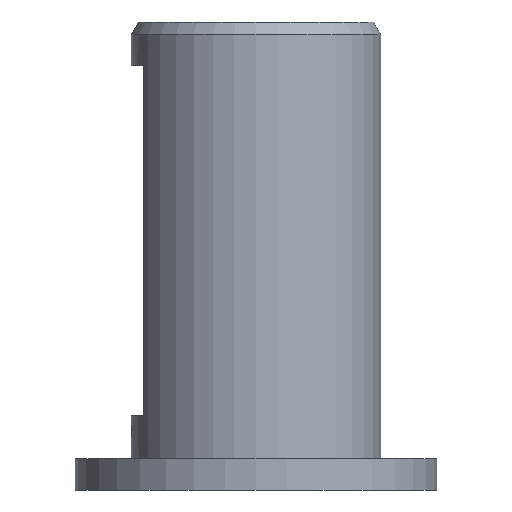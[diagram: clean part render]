
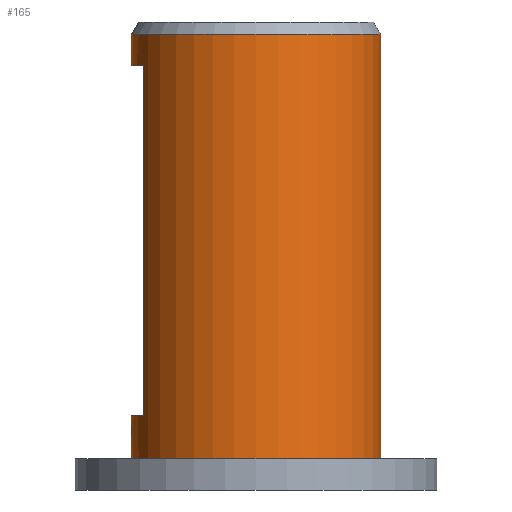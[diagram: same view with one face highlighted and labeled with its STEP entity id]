
A CAD part, left-side view. The second image highlights one B-rep face of the part: STEP entity #165.
In plain terms, the highlighted cylindrical face has radius 20 mm (diameter 40 mm), a partial arc.
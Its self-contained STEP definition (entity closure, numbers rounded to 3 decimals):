
#153=EDGE_CURVE('',#253,#229,#427,.T.);
#165=ADVANCED_FACE('',(#439),#440,.T.);
#169=EDGE_CURVE('',#389,#197,#445,.T.);
#197=VERTEX_POINT('',#477);
#209=EDGE_CURVE('',#229,#331,#491,.T.);
#213=VERTEX_POINT('',#496);
#217=EDGE_CURVE('',#341,#265,#500,.T.);
#225=VERTEX_POINT('',#509);
#229=VERTEX_POINT('',#513);
#235=VERTEX_POINT('',#519);
#249=EDGE_CURVE('',#331,#213,#535,.T.);
#253=VERTEX_POINT('',#539);
#261=EDGE_CURVE('',#197,#235,#547,.T.);
#265=VERTEX_POINT('',#552);
#269=EDGE_CURVE('',#409,#301,#557,.T.);
#271=EDGE_CURVE('',#225,#409,#559,.T.);
#301=VERTEX_POINT('',#591);
#317=EDGE_CURVE('',#301,#265,#610,.T.);
#327=EDGE_CURVE('',#341,#389,#622,.T.);
#331=VERTEX_POINT('',#626);
#341=VERTEX_POINT('',#638);
#369=EDGE_CURVE('',#213,#225,#666,.T.);
#389=VERTEX_POINT('',#688);
#401=EDGE_CURVE('',#235,#253,#702,.T.);
#409=VERTEX_POINT('',#711);
#427=LINE('',#720,#721);
#439=FACE_OUTER_BOUND('',#736,.T.);
#440=CYLINDRICAL_SURFACE('',#737,20.0);
#445=CIRCLE('',#743,20.0);
#477=CARTESIAN_POINT('',(0.0,20.0,-2.0));
#491=CIRCLE('',#824,20.0);
#496=CARTESIAN_POINT('',(0.,20.0,-63.625));
#500=CIRCLE('',#836,20.0);
#509=CARTESIAN_POINT('',(0.,20.0,-64.051));
#513=CARTESIAN_POINT('',(-8.718,18.0,-63.0));
#519=CARTESIAN_POINT('',(0.,20.0,-7.0));
#535=B_SPLINE_CURVE_WITH_KNOTS('',3,(#915,#916,#917,#918,#919,#920,#921,#922,#923,#924,#925,#926,#927,#928,#929,#930,#931,#932,#933,#934,#935,#936,#937,#938),.UNSPECIFIED.,.F.,.F.,(4,2,2,2,2,2,2,2,2,2,2,4),(6.692,7.138,7.584,8.03,8.476,8.922,9.368,9.814,10.26,10.706,11.152,11.598),.UNSPECIFIED.);
#539=CARTESIAN_POINT('',(-8.718,18.0,-7.0));
#547=LINE('',#954,#955);
#552=CARTESIAN_POINT('',(0.0,20.0,-70.0));
#557=B_SPLINE_CURVE_WITH_KNOTS('',3,(#966,#967,#968,#969,#970,#971,#972,#973,#974,#975,#976,#977,#978,#979,#980,#981),.UNSPECIFIED.,.F.,.F.,(4,2,2,2,2,2,2,4),(11.679,12.294,12.908,13.523,14.138,14.753,15.367,15.982),.UNSPECIFIED.);
#559=ELLIPSE('',#984,22.299,20.0);
#591=CARTESIAN_POINT('',(0.,20.0,-66.687));
#610=LINE('',#1062,#1063);
#622=LINE('',#1080,#1081);
#626=CARTESIAN_POINT('',(-1.326,19.956,-63.0));
#638=CARTESIAN_POINT('',(0.,-20.0,-70.0));
#666=LINE('',#1157,#1158);
#688=CARTESIAN_POINT('',(0.,-20.0,-2.0));
#702=CIRCLE('',#1213,20.0);
#711=CARTESIAN_POINT('',(-2.674,19.82,-65.369));
#720=CARTESIAN_POINT('',(-8.718,18.0,-35.0));
#721=VECTOR('',#1226,1.0);
#736=EDGE_LOOP('',(#1236,#1237,#1238,#1239,#1240,#1241,#1242,#1243,#1244,#1245,#1246,#1247));
#737=AXIS2_PLACEMENT_3D('',#1248,#1249,#1250);
#743=AXIS2_PLACEMENT_3D('',#1260,#1261,#1262);
#824=AXIS2_PLACEMENT_3D('',#1329,#1330,#1331);
#836=AXIS2_PLACEMENT_3D('',#1341,#1342,#1343);
#915=CARTESIAN_POINT('',(-2.026,19.897,-60.822));
#916=CARTESIAN_POINT('',(-2.056,19.894,-60.975));
#917=CARTESIAN_POINT('',(-2.07,19.893,-61.129));
#918=CARTESIAN_POINT('',(-2.07,19.893,-61.426));
#919=CARTESIAN_POINT('',(-2.056,19.894,-61.58));
#920=CARTESIAN_POINT('',(-1.996,19.9,-61.886));
#921=CARTESIAN_POINT('',(-1.95,19.905,-62.038));
#922=CARTESIAN_POINT('',(-1.83,19.916,-62.329));
#923=CARTESIAN_POINT('',(-1.754,19.923,-62.469));
#924=CARTESIAN_POINT('',(-1.581,19.938,-62.727));
#925=CARTESIAN_POINT('',(-1.482,19.945,-62.846));
#926=CARTESIAN_POINT('',(-1.272,19.96,-63.056));
#927=CARTESIAN_POINT('',(-1.153,19.967,-63.154));
#928=CARTESIAN_POINT('',(-0.895,19.98,-63.328));
#929=CARTESIAN_POINT('',(-0.755,19.986,-63.403));
#930=CARTESIAN_POINT('',(-0.464,19.995,-63.524));
#931=CARTESIAN_POINT('',(-0.312,19.998,-63.57));
#932=CARTESIAN_POINT('',(-0.006,20.001,-63.63));
#933=CARTESIAN_POINT('',(0.147,20.,-63.644));
#934=CARTESIAN_POINT('',(0.445,19.996,-63.644));
#935=CARTESIAN_POINT('',(0.599,19.992,-63.629));
#936=CARTESIAN_POINT('',(0.904,19.98,-63.569));
#937=CARTESIAN_POINT('',(1.056,19.973,-63.524));
#938=CARTESIAN_POINT('',(1.202,19.964,-63.463));
#954=CARTESIAN_POINT('',(0.,20.0,-36.0));
#955=VECTOR('',#1384,1.0);
#966=CARTESIAN_POINT('',(-2.76,19.809,-65.248));
#967=CARTESIAN_POINT('',(-2.64,19.825,-65.426));
#968=CARTESIAN_POINT('',(-2.504,19.843,-65.589));
#969=CARTESIAN_POINT('',(-2.216,19.877,-65.878));
#970=CARTESIAN_POINT('',(-2.053,19.895,-66.013));
#971=CARTESIAN_POINT('',(-1.697,19.929,-66.252));
#972=CARTESIAN_POINT('',(-1.505,19.944,-66.356));
#973=CARTESIAN_POINT('',(-1.104,19.971,-66.522));
#974=CARTESIAN_POINT('',(-0.895,19.981,-66.585));
#975=CARTESIAN_POINT('',(-0.473,19.996,-66.668));
#976=CARTESIAN_POINT('',(-0.262,19.999,-66.688));
#977=CARTESIAN_POINT('',(0.148,20.001,-66.688));
#978=CARTESIAN_POINT('',(0.36,19.998,-66.668));
#979=CARTESIAN_POINT('',(0.781,19.986,-66.585));
#980=CARTESIAN_POINT('',(0.99,19.976,-66.522));
#981=CARTESIAN_POINT('',(1.191,19.965,-66.439));
#984=AXIS2_PLACEMENT_3D('',#1406,#1407,#1408);
#1062=CARTESIAN_POINT('',(0.,20.0,-36.0));
#1063=VECTOR('',#1449,1.0);
#1080=CARTESIAN_POINT('',(0.,-20.0,-36.0));
#1081=VECTOR('',#1462,1.0);
#1157=CARTESIAN_POINT('',(0.,20.0,-36.0));
#1158=VECTOR('',#1506,1.0);
#1213=AXIS2_PLACEMENT_3D('',#1544,#1545,#1546);
#1226=DIRECTION('',(0.0,0.0,-1.0));
#1236=ORIENTED_EDGE('',*,*,#261,.T.);
#1237=ORIENTED_EDGE('',*,*,#401,.T.);
#1238=ORIENTED_EDGE('',*,*,#153,.T.);
#1239=ORIENTED_EDGE('',*,*,#209,.T.);
#1240=ORIENTED_EDGE('',*,*,#249,.T.);
#1241=ORIENTED_EDGE('',*,*,#369,.T.);
#1242=ORIENTED_EDGE('',*,*,#271,.T.);
#1243=ORIENTED_EDGE('',*,*,#269,.T.);
#1244=ORIENTED_EDGE('',*,*,#317,.T.);
#1245=ORIENTED_EDGE('',*,*,#217,.F.);
#1246=ORIENTED_EDGE('',*,*,#327,.T.);
#1247=ORIENTED_EDGE('',*,*,#169,.T.);
#1248=CARTESIAN_POINT('',(0.0,0.0,-36.0));
#1249=DIRECTION('',(-0.0,-0.0,1.0));
#1250=DIRECTION('',(0.0,1.0,0.0));
#1260=CARTESIAN_POINT('',(0.0,0.0,-2.0));
#1261=DIRECTION('',(0.0,0.0,-1.0));
#1262=DIRECTION('',(0.0,1.0,0.0));
#1329=CARTESIAN_POINT('',(0.0,0.0,-63.0));
#1330=DIRECTION('',(0.0,0.0,-1.0));
#1331=DIRECTION('',(0.0,1.0,0.0));
#1341=CARTESIAN_POINT('',(0.0,0.0,-70.0));
#1342=DIRECTION('',(-0.0,0.0,-1.0));
#1343=DIRECTION('',(0.0,1.0,0.0));
#1384=DIRECTION('',(0.0,0.0,-1.0));
#1406=CARTESIAN_POINT('',(0.0,0.0,-64.051));
#1407=DIRECTION('',(-0.442,0.0,0.897));
#1408=DIRECTION('',(0.897,-0.0,0.442));
#1449=DIRECTION('',(0.0,0.0,-1.0));
#1462=DIRECTION('',(-0.0,-0.0,1.0));
#1506=DIRECTION('',(0.0,0.0,-1.0));
#1544=CARTESIAN_POINT('',(0.0,0.0,-7.0));
#1545=DIRECTION('',(0.0,-0.0,1.0));
#1546=DIRECTION('',(0.0,1.0,0.0));
